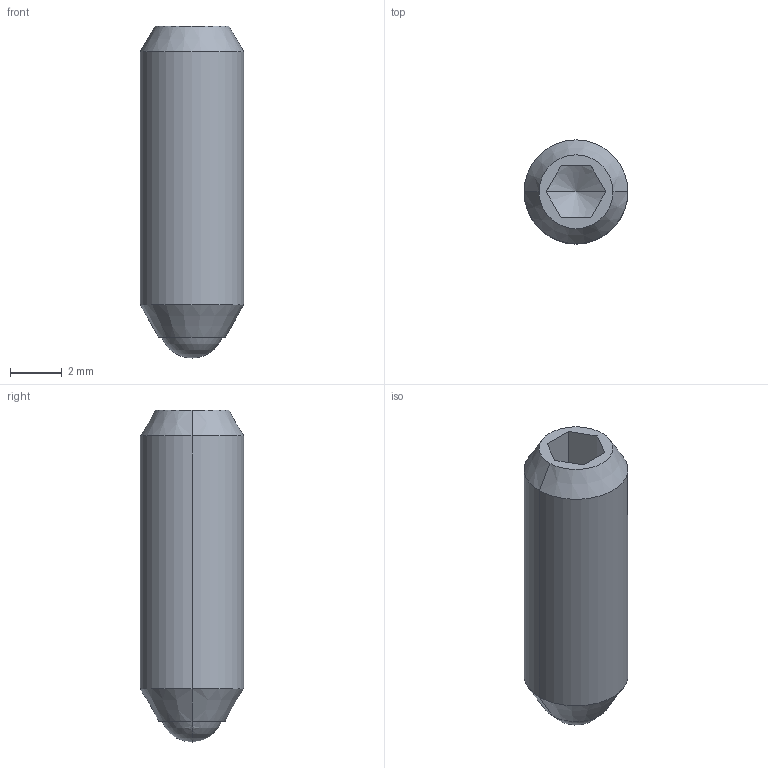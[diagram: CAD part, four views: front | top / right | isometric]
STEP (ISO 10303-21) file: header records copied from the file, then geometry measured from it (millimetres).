
FILE_DESCRIPTION(('STEP AP214'),'1');
FILE_NAME('HALDERN_EH_22030_0204.stp','2020-04-22T11:24:33',('TraceParts'),('TraceParts S.A.'),'Spatial InterOp 3D',' ',' ');
FILE_SCHEMA(('AUTOMOTIVE_DESIGN { 1 0 10303 214 1 1 1 1 }'));
Length unit declared in the file: millimetre
Products named in the file (1): HALDERN_EH_22030_0204_1
Bounding box: 4 x 4 x 12.8 mm (x, y, z)
Volume: 107.5 mm3; surface area: 252.3 mm2
Topology: 2 solids, 2 shells, 21 faces, 48 edges, 27 vertices
Faces by surface type: plane 9, cone 6, cylinder 4, sphere 2
Entity records: 1089 total; most frequent: CARTESIAN_POINT 104, DIRECTION 96, STYLED_ITEM 92, PRESENTATION_STYLE_ASSIGNMENT 92, COLOUR_RGB 92, ORIENTED_EDGE 84, EDGE_CURVE 42, CURVE_STYLE 42
